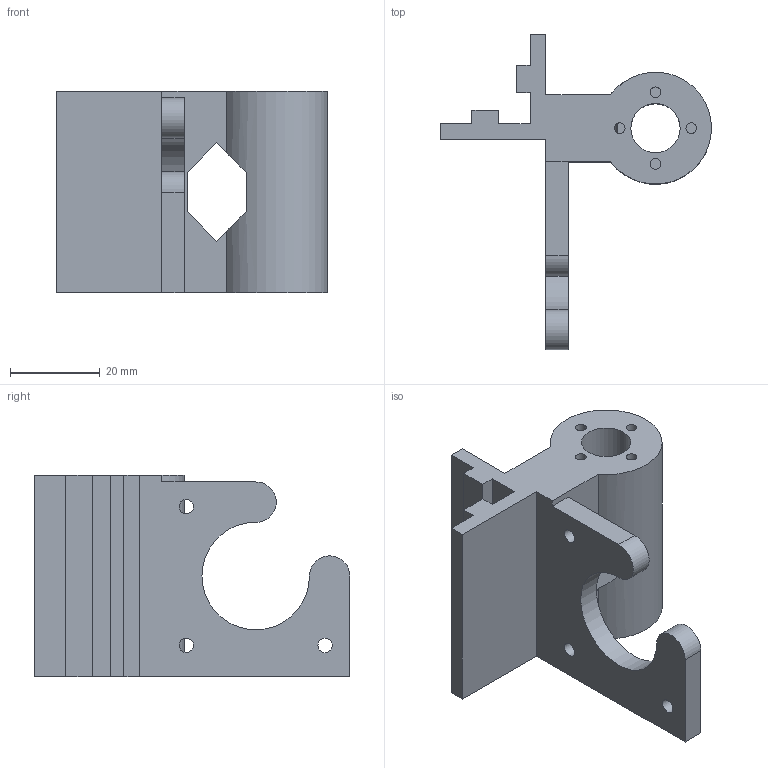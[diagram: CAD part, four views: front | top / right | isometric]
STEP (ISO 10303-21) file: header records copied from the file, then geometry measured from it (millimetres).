
FILE_DESCRIPTION(('FreeCAD Model'),'2;1');
FILE_NAME('x-motor-holder-TR8-x1.step', '2020-04-29T17:13:18',('Author'),(''), 'Open CASCADE STEP processor 7.3','FreeCAD','Unknown');
FILE_SCHEMA(('AUTOMOTIVE_DESIGN { 1 0 10303 214 1 1 1 1 }'));
Length unit declared in the file: millimetre
Products named in the file (1): motor-holder-TR8
Bounding box: 60.5 x 70.45 x 45 mm (x, y, z)
Volume: 35689.5 mm3; surface area: 16149.6 mm2
Topology: 1 solids, 1 shells, 52 faces, 146 edges, 98 vertices
Faces by surface type: plane 36, cylinder 16
Full cylindrical faces by diameter (mm): 2.4 x4, 2.6 x2, 3.2 x3, 8 x2, 11 x1
Entity records: 4348 total; most frequent: CARTESIAN_POINT 1437, DIRECTION 532, LINE 335, VECTOR 335, ORIENTED_EDGE 292, PCURVE 292, DEFINITIONAL_REPRESENTATION 292, EDGE_CURVE 146
